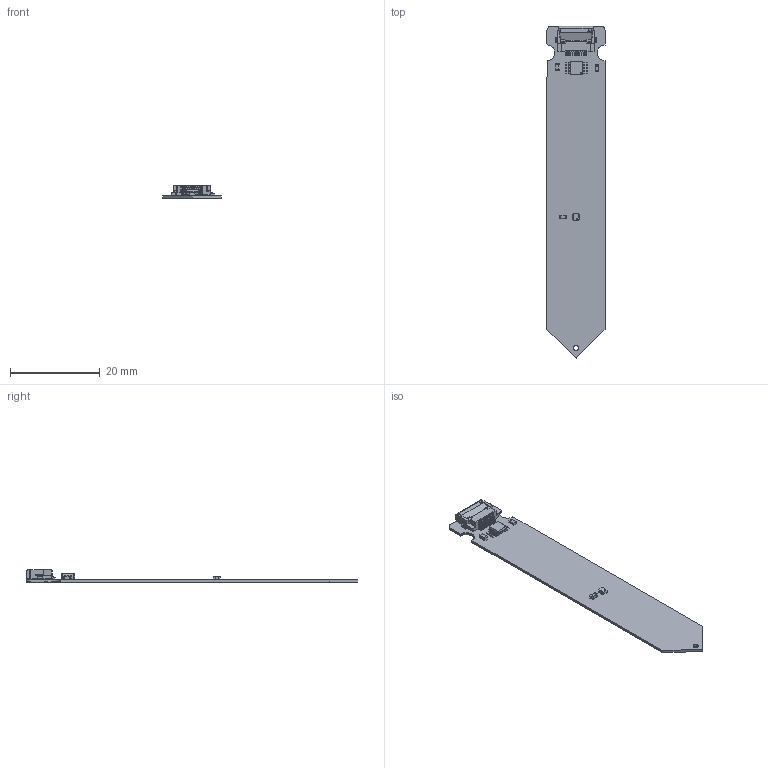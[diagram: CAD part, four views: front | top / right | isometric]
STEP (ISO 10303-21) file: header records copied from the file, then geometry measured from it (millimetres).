
FILE_DESCRIPTION(('KiCad electronic assembly'),'2;1');
FILE_NAME('mr_probe.step','2023-05-20T08:55:49',('Pcbnew'),('Kicad'), 'Open CASCADE STEP processor 7.7','KiCad to STEP converter','Unknown' );
FILE_SCHEMA(('AUTOMOTIVE_DESIGN { 1 0 10303 214 1 1 1 1 }'));
Length unit declared in the file: millimetre
Products named in the file (12): mr_probe 1; R_0603_1608Metric; SOLID; FH12-10S-0.5SH_55_; COMPOUND; VSSOP-8_3.0x3.0mm_P0.65mm; C_0603_1608Metric; SOT-563; mr_probe PCB
Assembly tree (12 placements, depth 3):
  mr_probe 1
    R_0603_1608Metric
      SOLID
    FH12-10S-0.5SH_55_
      COMPOUND
    VSSOP-8_3.0x3.0mm_P0.65mm
      SOLID
    C_0603_1608Metric  x2
      SOLID
    SOT-563
      SOLID
    mr_probe PCB
Bounding box: 12.92 x 73.87 x 2.8 mm (x, y, z)
Volume: 578.3 mm3; surface area: 2306.9 mm2
Topology: 30 solids, 30 shells, 1065 faces, 2875 edges, 1886 vertices
Faces by surface type: plane 861, cylinder 158, bspline 46
Full cylindrical faces by diameter (mm): 0.25 x2, 1.152 x2
Entity records: 74691 total; most frequent: CARTESIAN_POINT 16181, DIRECTION 10405, LINE 7669, VECTOR 7669, ORIENTED_EDGE 5606, PCURVE 5606, DEFINITIONAL_REPRESENTATION 5606, EDGE_CURVE 2803
